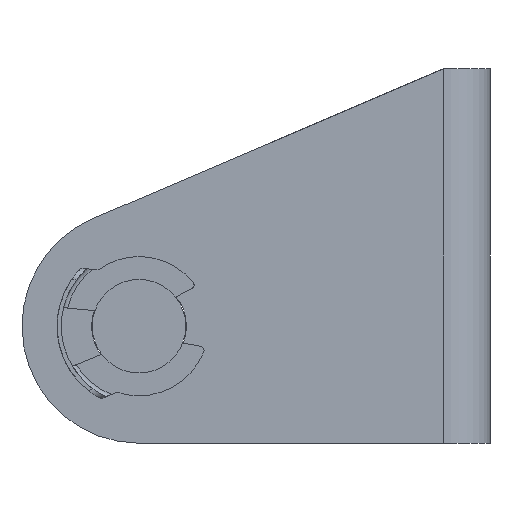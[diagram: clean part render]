
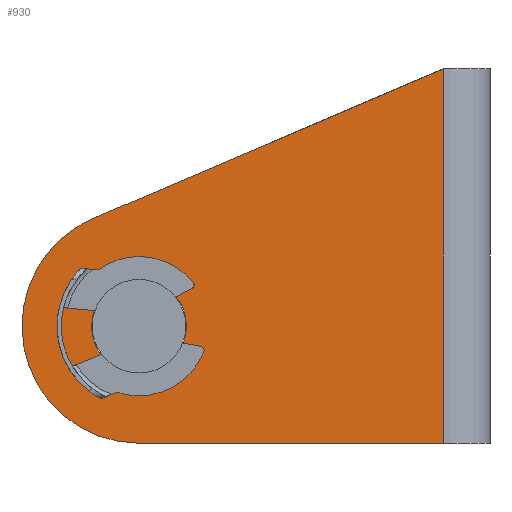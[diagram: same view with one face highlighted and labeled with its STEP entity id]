
A CAD part, left-side view. The second image highlights one B-rep face of the part: STEP entity #930.
In plain terms, the highlighted planar face has unit normal (-1, 0, 0).
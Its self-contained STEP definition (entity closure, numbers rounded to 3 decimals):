
#219 = PLANE ( 'NONE',  #1795 ) ;
#220 = DIRECTION ( 'NONE',  ( 1., 0., 0. ) ) ;
#221 = DIRECTION ( 'NONE',  ( 0., 0., -1. ) ) ;
#602 = CARTESIAN_POINT ( 'NONE',  ( 0., 40., 10.05 ) ) ;
#645 = CARTESIAN_POINT ( 'NONE',  ( 0., 4., 0. ) ) ;
#649 = CARTESIAN_POINT ( 'NONE',  ( 0., 4., 32. ) ) ;
#731 = VERTEX_POINT ( 'NONE', #602 ) ;
#736 = CARTESIAN_POINT ( 'NONE',  ( 0., 4., 32. ) ) ;
#746 = VERTEX_POINT ( 'NONE', #884 ) ;
#747 = VERTEX_POINT ( 'NONE', #885 ) ;
#774 = VERTEX_POINT ( 'NONE', #649 ) ;
#775 = VERTEX_POINT ( 'NONE', #645 ) ;
#783 = VERTEX_POINT ( 'NONE', #870 ) ;
#785 = VERTEX_POINT ( 'NONE', #867 ) ;
#789 = VERTEX_POINT ( 'NONE', #864 ) ;
#864 = CARTESIAN_POINT ( 'NONE',  ( 0., 33.933, 19.194 ) ) ;
#867 = CARTESIAN_POINT ( 'NONE',  ( 0., 40., 9.95 ) ) ;
#870 = CARTESIAN_POINT ( 'NONE',  ( 0., 30.05, 0. ) ) ;
#884 = CARTESIAN_POINT ( 'NONE',  ( 0., 30., 14.05 ) ) ;
#885 = CARTESIAN_POINT ( 'NONE',  ( 0., 30., 5.95 ) ) ;
#930 = ADVANCED_FACE ( 'NONE', ( #2448, #2434 ), #219, .F. ) ;
#1144 = CARTESIAN_POINT ( 'NONE',  ( 0., 30., 10. ) ) ;
#1145 = DIRECTION ( 'NONE',  ( 1., 0., 0. ) ) ;
#1146 = DIRECTION ( 'NONE',  ( 0., 0., -1. ) ) ;
#1165 = CARTESIAN_POINT ( 'NONE',  ( 0., 30., 10. ) ) ;
#1171 = CARTESIAN_POINT ( 'NONE',  ( 0., 40., 32. ) ) ;
#1180 = DIRECTION ( 'NONE',  ( 1., 0., 0. ) ) ;
#1181 = DIRECTION ( 'NONE',  ( 0., 0., -1. ) ) ;
#1182 = CARTESIAN_POINT ( 'NONE',  ( 0., 4., 0. ) ) ;
#1183 = DIRECTION ( 'NONE',  ( 0., -1., 0. ) ) ;
#1184 = CARTESIAN_POINT ( 'NONE',  ( 0., 38.601, 17.197 ) ) ;
#1185 = DIRECTION ( 'NONE',  ( 0., 0., -1. ) ) ;
#1188 = CARTESIAN_POINT ( 'NONE',  ( 0., 30., 10. ) ) ;
#1189 = CARTESIAN_POINT ( 'NONE',  ( 0., 4., 32. ) ) ;
#1190 = DIRECTION ( 'NONE',  ( 0., 0., -1. ) ) ;
#1191 = CARTESIAN_POINT ( 'NONE',  ( 0., 30., 10. ) ) ;
#1192 = DIRECTION ( 'NONE',  ( 0., 0.919, -0.393 ) ) ;
#1194 = DIRECTION ( 'NONE',  ( 1., 0., 0. ) ) ;
#1195 = DIRECTION ( 'NONE',  ( 0., 0., -1. ) ) ;
#1197 = DIRECTION ( 'NONE',  ( 1., 0., 0. ) ) ;
#1198 = DIRECTION ( 'NONE',  ( 0., 0., -1. ) ) ;
#1382 = ORIENTED_EDGE ( 'NONE', *, *, #1963, .T. ) ;
#1386 = ORIENTED_EDGE ( 'NONE', *, *, #1964, .T. ) ;
#1427 = ORIENTED_EDGE ( 'NONE', *, *, #1968, .T. ) ;
#1442 = ORIENTED_EDGE ( 'NONE', *, *, #1948, .T. ) ;
#1449 = ORIENTED_EDGE ( 'NONE', *, *, #1966, .F. ) ;
#1450 = ORIENTED_EDGE ( 'NONE', *, *, #1969, .F. ) ;
#1454 = ORIENTED_EDGE ( 'NONE', *, *, #1967, .T. ) ;
#1455 = ORIENTED_EDGE ( 'NONE', *, *, #1962, .F. ) ;
#1637 = EDGE_LOOP ( 'NONE', ( #1427, #1442 ) ) ;
#1657 = EDGE_LOOP ( 'NONE', ( #1450, #1382, #1449, #1454, #1455, #1386 ) ) ;
#1795 = AXIS2_PLACEMENT_3D ( 'NONE', #736, #220, #221 ) ;
#1948 = EDGE_CURVE ( 'NONE', #746, #747, #2342, .T. ) ;
#1962 = EDGE_CURVE ( 'NONE', #731, #789, #2320, .T. ) ;
#1963 = EDGE_CURVE ( 'NONE', #783, #775, #2337, .T. ) ;
#1964 = EDGE_CURVE ( 'NONE', #731, #785, #2321, .T. ) ;
#1966 = EDGE_CURVE ( 'NONE', #774, #775, #2316, .T. ) ;
#1967 = EDGE_CURVE ( 'NONE', #774, #789, #2332, .T. ) ;
#1968 = EDGE_CURVE ( 'NONE', #747, #746, #2310, .T. ) ;
#1969 = EDGE_CURVE ( 'NONE', #783, #785, #2309, .T. ) ;
#2139 = AXIS2_PLACEMENT_3D ( 'NONE', #1144, #1145, #1146 ) ;
#2145 = AXIS2_PLACEMENT_3D ( 'NONE', #1191, #1194, #1195 ) ;
#2148 = AXIS2_PLACEMENT_3D ( 'NONE', #1165, #1180, #1181 ) ;
#2149 = AXIS2_PLACEMENT_3D ( 'NONE', #1188, #1197, #1198 ) ;
#2309 = CIRCLE ( 'NONE', #2149, 10. ) ;
#2310 = CIRCLE ( 'NONE', #2145, 4.05 ) ;
#2314 = VECTOR ( 'NONE', #1192, 1000. ) ;
#2315 = VECTOR ( 'NONE', #1190, 1000. ) ;
#2316 = LINE ( 'NONE', #1189, #2315 ) ;
#2319 = VECTOR ( 'NONE', #1185, 1000. ) ;
#2320 = CIRCLE ( 'NONE', #2148, 10. ) ;
#2321 = LINE ( 'NONE', #1171, #2319 ) ;
#2328 = VECTOR ( 'NONE', #1183, 1000. ) ;
#2332 = LINE ( 'NONE', #1184, #2314 ) ;
#2337 = LINE ( 'NONE', #1182, #2328 ) ;
#2342 = CIRCLE ( 'NONE', #2139, 4.05 ) ;
#2434 = FACE_OUTER_BOUND ( 'NONE', #1657, .T. ) ;
#2448 = FACE_BOUND ( 'NONE', #1637, .T. ) ;
